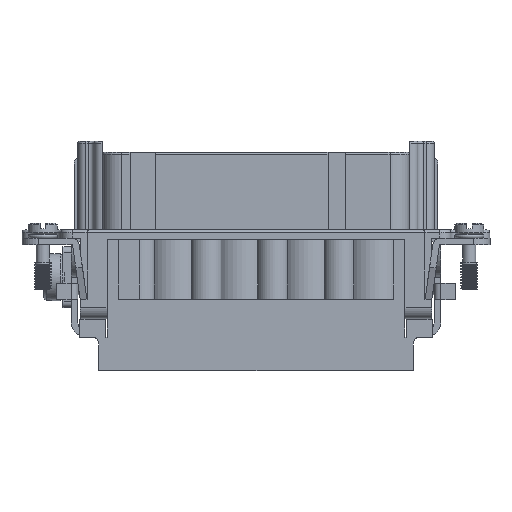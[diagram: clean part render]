
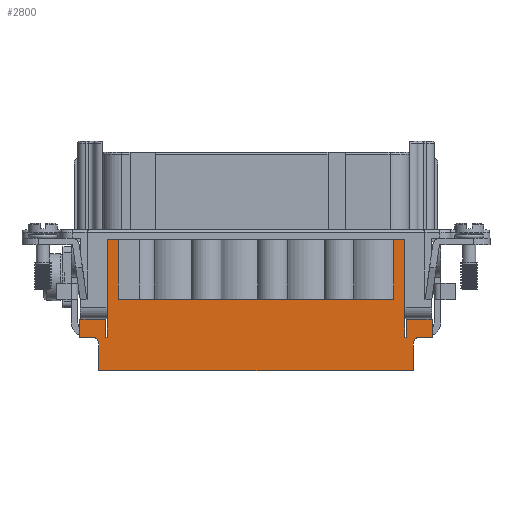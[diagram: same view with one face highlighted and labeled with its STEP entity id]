
A CAD part, front view. The second image highlights one B-rep face of the part: STEP entity #2800.
In plain terms, the highlighted planar face has unit normal (0, -1, 0).
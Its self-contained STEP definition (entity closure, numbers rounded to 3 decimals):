
#1668=CIRCLE('',#24111,1.);
#1669=CIRCLE('',#24112,1.);
#2800=ADVANCED_FACE('',(#4630),#3894,.F.);
#3894=PLANE('',#24113);
#4630=FACE_OUTER_BOUND('',#5814,.T.);
#5814=EDGE_LOOP('',(#12248,#12249,#12250,#12251,#12252,#12253,#12254,#12255,
#12256,#12257,#12258,#12259,#12260,#12261,#12262,#12263,#12264,#12265,#12266,
#12267,#12268,#12269,#12270,#12271));
#7430=LINE('',#34550,#9284);
#7448=LINE('',#34635,#9302);
#7450=LINE('',#34639,#9304);
#7498=LINE('',#34751,#9352);
#7502=LINE('',#34760,#9356);
#7503=LINE('',#34763,#9357);
#7504=LINE('',#34765,#9358);
#7505=LINE('',#34767,#9359);
#7506=LINE('',#34769,#9360);
#7507=LINE('',#34771,#9361);
#7508=LINE('',#34775,#9362);
#7509=LINE('',#34777,#9363);
#7510=LINE('',#34779,#9364);
#7511=LINE('',#34783,#9365);
#7512=LINE('',#34785,#9366);
#7513=LINE('',#34787,#9367);
#7514=LINE('',#34789,#9368);
#7515=LINE('',#34791,#9369);
#7516=LINE('',#34792,#9370);
#7517=LINE('',#34794,#9371);
#7518=LINE('',#34795,#9372);
#7519=LINE('',#34797,#9373);
#9284=VECTOR('',#27534,1.);
#9302=VECTOR('',#27622,1.);
#9304=VECTOR('',#27626,1.);
#9352=VECTOR('',#27746,1.);
#9356=VECTOR('',#27752,1.);
#9357=VECTOR('',#27753,1.);
#9358=VECTOR('',#27754,1.);
#9359=VECTOR('',#27755,1.);
#9360=VECTOR('',#27756,1.);
#9361=VECTOR('',#27757,1.);
#9362=VECTOR('',#27760,1.);
#9363=VECTOR('',#27761,1.);
#9364=VECTOR('',#27762,1.);
#9365=VECTOR('',#27765,1.);
#9366=VECTOR('',#27766,1.);
#9367=VECTOR('',#27767,1.);
#9368=VECTOR('',#27768,1.);
#9369=VECTOR('',#27769,1.);
#9370=VECTOR('',#27770,1.);
#9371=VECTOR('',#27771,1.);
#9372=VECTOR('',#27772,1.);
#9373=VECTOR('',#27773,1.);
#12248=ORIENTED_EDGE('',*,*,#20664,.T.);
#12249=ORIENTED_EDGE('',*,*,#20665,.F.);
#12250=ORIENTED_EDGE('',*,*,#20666,.F.);
#12251=ORIENTED_EDGE('',*,*,#20667,.T.);
#12252=ORIENTED_EDGE('',*,*,#20668,.T.);
#12253=ORIENTED_EDGE('',*,*,#20669,.F.);
#12254=ORIENTED_EDGE('',*,*,#20670,.F.);
#12255=ORIENTED_EDGE('',*,*,#20671,.F.);
#12256=ORIENTED_EDGE('',*,*,#20672,.T.);
#12257=ORIENTED_EDGE('',*,*,#20673,.T.);
#12258=ORIENTED_EDGE('',*,*,#20674,.F.);
#12259=ORIENTED_EDGE('',*,*,#20675,.T.);
#12260=ORIENTED_EDGE('',*,*,#20676,.F.);
#12261=ORIENTED_EDGE('',*,*,#20677,.F.);
#12262=ORIENTED_EDGE('',*,*,#20678,.T.);
#12263=ORIENTED_EDGE('',*,*,#20679,.F.);
#12264=ORIENTED_EDGE('',*,*,#20660,.F.);
#12265=ORIENTED_EDGE('',*,*,#20680,.F.);
#12266=ORIENTED_EDGE('',*,*,#20681,.F.);
#12267=ORIENTED_EDGE('',*,*,#20602,.F.);
#12268=ORIENTED_EDGE('',*,*,#20560,.F.);
#12269=ORIENTED_EDGE('',*,*,#20604,.F.);
#12270=ORIENTED_EDGE('',*,*,#20682,.F.);
#12271=ORIENTED_EDGE('',*,*,#20683,.T.);
#18063=VERTEX_POINT('',#34549);
#18064=VERTEX_POINT('',#34551);
#18095=VERTEX_POINT('',#34634);
#18096=VERTEX_POINT('',#34638);
#18125=VERTEX_POINT('',#34752);
#18126=VERTEX_POINT('',#34753);
#18129=VERTEX_POINT('',#34761);
#18130=VERTEX_POINT('',#34762);
#18131=VERTEX_POINT('',#34764);
#18132=VERTEX_POINT('',#34766);
#18133=VERTEX_POINT('',#34768);
#18134=VERTEX_POINT('',#34770);
#18135=VERTEX_POINT('',#34772);
#18136=VERTEX_POINT('',#34774);
#18137=VERTEX_POINT('',#34776);
#18138=VERTEX_POINT('',#34778);
#18139=VERTEX_POINT('',#34780);
#18140=VERTEX_POINT('',#34782);
#18141=VERTEX_POINT('',#34784);
#18142=VERTEX_POINT('',#34786);
#18143=VERTEX_POINT('',#34788);
#18144=VERTEX_POINT('',#34790);
#18145=VERTEX_POINT('',#34793);
#18146=VERTEX_POINT('',#34796);
#20560=EDGE_CURVE('',#18063,#18064,#7430,.T.);
#20602=EDGE_CURVE('',#18064,#18095,#7448,.T.);
#20604=EDGE_CURVE('',#18096,#18063,#7450,.T.);
#20660=EDGE_CURVE('',#18125,#18126,#7498,.T.);
#20664=EDGE_CURVE('',#18129,#18130,#7502,.T.);
#20665=EDGE_CURVE('',#18131,#18130,#7503,.T.);
#20666=EDGE_CURVE('',#18132,#18131,#7504,.T.);
#20667=EDGE_CURVE('',#18132,#18133,#7505,.T.);
#20668=EDGE_CURVE('',#18133,#18134,#7506,.T.);
#20669=EDGE_CURVE('',#18135,#18134,#7507,.T.);
#20670=EDGE_CURVE('',#18136,#18135,#1668,.T.);
#20671=EDGE_CURVE('',#18137,#18136,#7508,.T.);
#20672=EDGE_CURVE('',#18137,#18138,#7509,.T.);
#20673=EDGE_CURVE('',#18138,#18139,#7510,.T.);
#20674=EDGE_CURVE('',#18140,#18139,#1669,.T.);
#20675=EDGE_CURVE('',#18140,#18141,#7511,.T.);
#20676=EDGE_CURVE('',#18142,#18141,#7512,.T.);
#20677=EDGE_CURVE('',#18143,#18142,#7513,.T.);
#20678=EDGE_CURVE('',#18143,#18144,#7514,.T.);
#20679=EDGE_CURVE('',#18126,#18144,#7515,.T.);
#20680=EDGE_CURVE('',#18145,#18125,#7516,.T.);
#20681=EDGE_CURVE('',#18095,#18145,#7517,.T.);
#20682=EDGE_CURVE('',#18146,#18096,#7518,.T.);
#20683=EDGE_CURVE('',#18146,#18129,#7519,.T.);
#24111=AXIS2_PLACEMENT_3D('',#34773,#27758,#27759);
#24112=AXIS2_PLACEMENT_3D('',#34781,#27763,#27764);
#24113=AXIS2_PLACEMENT_3D('',#34798,#27774,#27775);
#27534=DIRECTION('',(1.,0.,0.));
#27622=DIRECTION('',(0.,0.,1.));
#27626=DIRECTION('',(0.,0.,-1.));
#27746=DIRECTION('',(0.,0.,-1.));
#27752=DIRECTION('',(0.,0.,-1.));
#27753=DIRECTION('',(1.,0.,0.));
#27754=DIRECTION('',(0.,0.,-1.));
#27755=DIRECTION('',(-1.,0.,0.));
#27756=DIRECTION('',(0.,0.,-1.));
#27757=DIRECTION('',(-1.,0.,0.));
#27758=DIRECTION('',(0.,-1.,0.));
#27759=DIRECTION('',(0.,0.,1.));
#27760=DIRECTION('',(0.,0.,1.));
#27761=DIRECTION('',(1.,0.,0.));
#27762=DIRECTION('',(0.,0.,1.));
#27763=DIRECTION('',(0.,-1.,0.));
#27764=DIRECTION('',(0.,0.,1.));
#27765=DIRECTION('',(1.,0.,0.));
#27766=DIRECTION('',(0.,0.,-1.));
#27767=DIRECTION('',(1.,0.,0.));
#27768=DIRECTION('',(0.,0.,-1.));
#27769=DIRECTION('',(1.,0.,0.));
#27770=DIRECTION('',(0.,0.,-1.));
#27771=DIRECTION('',(1.,0.,0.));
#27772=DIRECTION('',(1.,0.,0.));
#27773=DIRECTION('',(0.,0.,-1.));
#27774=DIRECTION('',(0.,1.,0.));
#27775=DIRECTION('',(0.,0.,-1.));
#34549=CARTESIAN_POINT('',(-24.9,-15.,-29.8));
#34550=CARTESIAN_POINT('',(-26.9,-15.,-29.8));
#34551=CARTESIAN_POINT('',(24.9,-15.,-29.8));
#34634=CARTESIAN_POINT('',(24.9,-15.,-19.));
#34635=CARTESIAN_POINT('',(24.9,-15.,-17.3));
#34638=CARTESIAN_POINT('',(-24.9,-15.,-19.));
#34639=CARTESIAN_POINT('',(-24.9,-15.,-17.3));
#34751=CARTESIAN_POINT('',(26.9,-15.,-17.3));
#34752=CARTESIAN_POINT('',(26.9,-15.,-33.3));
#34753=CARTESIAN_POINT('',(26.9,-15.,-36.7));
#34760=CARTESIAN_POINT('',(-26.9,-15.,-17.3));
#34761=CARTESIAN_POINT('',(-26.9,-15.,-33.3));
#34762=CARTESIAN_POINT('',(-26.9,-15.,-36.7));
#34763=CARTESIAN_POINT('',(26.9,-15.,-36.7));
#34764=CARTESIAN_POINT('',(-27.15,-15.,-36.7));
#34765=CARTESIAN_POINT('',(-27.15,-15.,-36.7));
#34766=CARTESIAN_POINT('',(-27.15,-15.,-33.4));
#34767=CARTESIAN_POINT('',(-137.627,-15.,-33.4));
#34768=CARTESIAN_POINT('',(-31.8,-15.,-33.4));
#34769=CARTESIAN_POINT('',(-31.8,-15.,-36.7));
#34770=CARTESIAN_POINT('',(-31.8,-15.,-36.7));
#34771=CARTESIAN_POINT('',(-31.8,-15.,-36.7));
#34772=CARTESIAN_POINT('',(-29.4,-15.,-36.7));
#34773=CARTESIAN_POINT('',(-29.4,-15.,-37.7));
#34774=CARTESIAN_POINT('',(-28.4,-15.,-37.7));
#34775=CARTESIAN_POINT('',(-28.4,-15.,-36.7));
#34776=CARTESIAN_POINT('',(-28.4,-15.,-42.7));
#34777=CARTESIAN_POINT('',(27.15,-15.,-42.7));
#34778=CARTESIAN_POINT('',(28.4,-15.,-42.7));
#34779=CARTESIAN_POINT('',(28.4,-15.,-36.7));
#34780=CARTESIAN_POINT('',(28.4,-15.,-37.7));
#34781=CARTESIAN_POINT('',(29.4,-15.,-37.7));
#34782=CARTESIAN_POINT('',(29.4,-15.,-36.7));
#34783=CARTESIAN_POINT('',(31.8,-15.,-36.7));
#34784=CARTESIAN_POINT('',(31.8,-15.,-36.7));
#34785=CARTESIAN_POINT('',(31.8,-15.,-36.7));
#34786=CARTESIAN_POINT('',(31.8,-15.,-33.4));
#34787=CARTESIAN_POINT('',(31.8,-15.,-33.4));
#34788=CARTESIAN_POINT('',(27.15,-15.,-33.4));
#34789=CARTESIAN_POINT('',(27.15,-15.,-36.7));
#34790=CARTESIAN_POINT('',(27.15,-15.,-36.7));
#34791=CARTESIAN_POINT('',(26.9,-15.,-36.7));
#34792=CARTESIAN_POINT('',(26.9,-15.,-17.3));
#34793=CARTESIAN_POINT('',(26.9,-15.,-19.));
#34794=CARTESIAN_POINT('',(41.515,-15.,-19.));
#34795=CARTESIAN_POINT('',(41.515,-15.,-19.));
#34796=CARTESIAN_POINT('',(-26.9,-15.,-19.));
#34797=CARTESIAN_POINT('',(-26.9,-15.,-17.3));
#34798=CARTESIAN_POINT('',(-26.9,-15.,-17.3));
